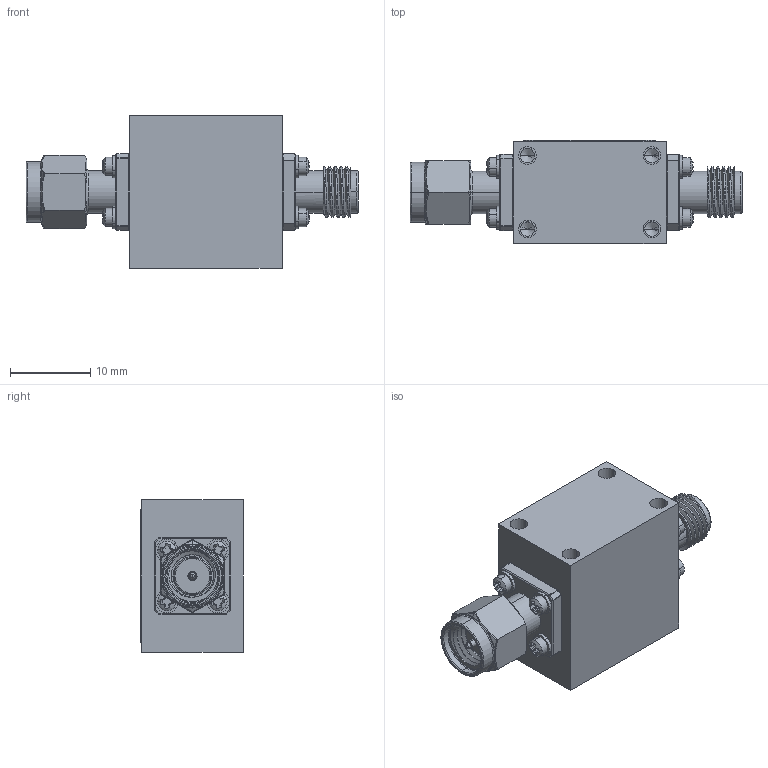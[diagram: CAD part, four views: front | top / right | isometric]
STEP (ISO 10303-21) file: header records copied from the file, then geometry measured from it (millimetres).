
FILE_DESCRIPTION (( 'STEP AP214' ), '1' );
FILE_NAME ('HP2G-1780-CD-SMF.STEP', '2022-08-19T19:52:53', ( '' ), ( '' ), 'SwSTEP 2.0', 'SolidWorks 2022', '' );
FILE_SCHEMA (( 'AUTOMOTIVE_DESIGN' ));
Length unit declared in the file: inch
Products named in the file (1): HP2G-1780-CD-SMF
Bounding box: 41.35 x 12.8 x 19.05 mm (x, y, z)
Volume: 5439.5 mm3; surface area: 4064.5 mm2
Topology: 28 solids, 28 shells, 993 faces, 3251 edges, 2527 vertices
Faces by surface type: plane 487, cylinder 243, torus 110, cone 86, sphere 44, bspline 23
Entity records: 56805 total; most frequent: CARTESIAN_POINT 15004, ORIENTED_EDGE 6418, DIRECTION 5279, EDGE_CURVE 3209, VERTEX_POINT 2527, AXIS2_PLACEMENT_3D 1909, LINE 1461, VECTOR 1461
